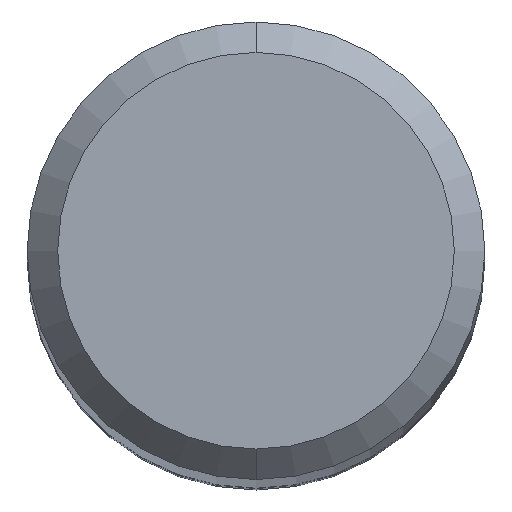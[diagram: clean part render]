
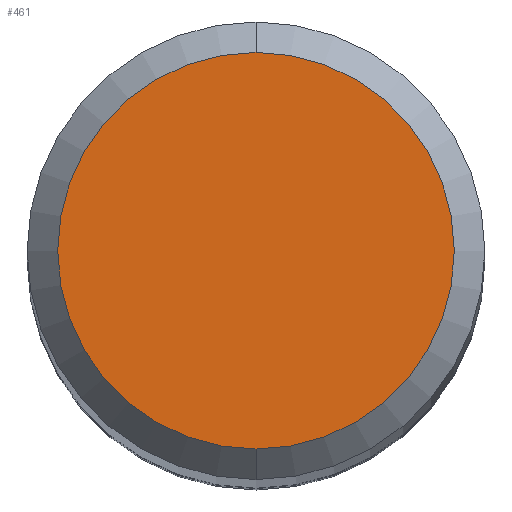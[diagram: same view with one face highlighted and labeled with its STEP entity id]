
A CAD part, top view. The second image highlights one B-rep face of the part: STEP entity #461.
In plain terms, the highlighted planar face has unit normal (0, 0, 1).
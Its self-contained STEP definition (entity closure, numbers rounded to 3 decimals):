
#201=VERTEX_POINT('',#518);
#277=EDGE_CURVE('',#371,#201,#603,.T.);
#371=VERTEX_POINT('',#708);
#379=EDGE_CURVE('',#201,#371,#717,.T.);
#461=ADVANCED_FACE('',(#805),#806,.T.);
#518=CARTESIAN_POINT('',(0.,-2.6,0.0));
#603=CIRCLE('',#1037,2.6);
#708=CARTESIAN_POINT('',(0.0,2.6,0.0));
#717=CIRCLE('',#1279,2.6);
#805=FACE_OUTER_BOUND('',#1456,.T.);
#806=PLANE('',#1457);
#1037=AXIS2_PLACEMENT_3D('',#1612,#1613,#1614);
#1279=AXIS2_PLACEMENT_3D('',#1737,#1738,#1739);
#1456=EDGE_LOOP('',(#1817,#1818));
#1457=AXIS2_PLACEMENT_3D('',#1819,#1820,#1821);
#1612=CARTESIAN_POINT('',(0.0,0.0,0.0));
#1613=DIRECTION('',(0.0,0.0,-1.0));
#1614=DIRECTION('',(0.0,1.0,0.0));
#1737=CARTESIAN_POINT('',(0.0,0.0,0.0));
#1738=DIRECTION('',(0.0,0.0,-1.0));
#1739=DIRECTION('',(0.0,1.0,0.0));
#1817=ORIENTED_EDGE('',*,*,#277,.F.);
#1818=ORIENTED_EDGE('',*,*,#379,.F.);
#1819=CARTESIAN_POINT('',(0.0,1.3,0.0));
#1820=DIRECTION('',(-0.0,0.0,1.0));
#1821=DIRECTION('',(0.0,-1.0,0.0));
